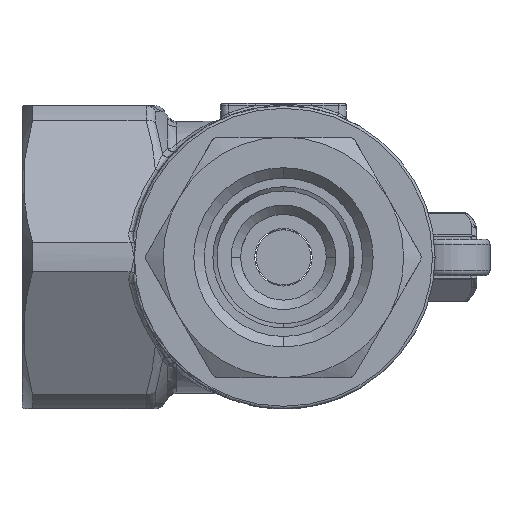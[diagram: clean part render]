
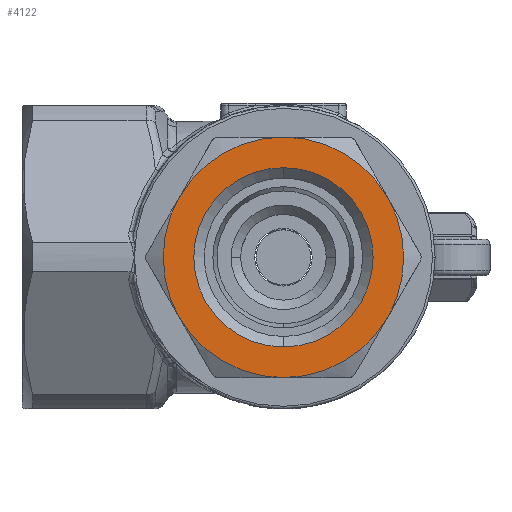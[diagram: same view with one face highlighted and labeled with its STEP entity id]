
A CAD part, front view. The second image highlights one B-rep face of the part: STEP entity #4122.
In plain terms, the highlighted planar face has unit normal (0, -1, 0).
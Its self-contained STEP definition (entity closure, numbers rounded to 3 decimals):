
#3850 = VERTEX_POINT ( 'NONE', #28657 ) ;
#3859 = EDGE_CURVE ( 'NONE', #3860, #3850, #28405, .T. ) ;
#3860 = VERTEX_POINT ( 'NONE', #28880 ) ;
#3982 = VERTEX_POINT ( 'NONE', #29494 ) ;
#4031 = VERTEX_POINT ( 'NONE', #29879 ) ;
#4052 = VERTEX_POINT ( 'NONE', #29921 ) ;
#4056 = ORIENTED_EDGE ( 'NONE', *, *, #4068, .T. ) ;
#4059 = EDGE_CURVE ( 'NONE', #3982, #4062, #29998, .T. ) ;
#4062 = VERTEX_POINT ( 'NONE', #30023 ) ;
#4067 = EDGE_CURVE ( 'NONE', #3850, #3860, #30006, .T. ) ;
#4068 = EDGE_CURVE ( 'NONE', #4093, #4052, #30085, .T. ) ;
#4085 = VERTEX_POINT ( 'NONE', #30142 ) ;
#4093 = VERTEX_POINT ( 'NONE', #30198 ) ;
#4109 = EDGE_CURVE ( 'NONE', #4085, #4093, #30240, .T. ) ;
#4114 = ORIENTED_EDGE ( 'NONE', *, *, #4129, .T. ) ;
#4122 = ADVANCED_FACE ( 'NONE', ( #30296, #30308 ), #30307, .F. ) ;
#4123 = EDGE_CURVE ( 'NONE', #3982, #4031, #30341, .T. ) ;
#4124 = ORIENTED_EDGE ( 'NONE', *, *, #3859, .T. ) ;
#4125 = ORIENTED_EDGE ( 'NONE', *, *, #4109, .T. ) ;
#4126 = ORIENTED_EDGE ( 'NONE', *, *, #4067, .T. ) ;
#4127 = EDGE_LOOP ( 'NONE', ( #4128, #4131, #4130, #4125, #4056, #4114 ) ) ;
#4128 = ORIENTED_EDGE ( 'NONE', *, *, #4123, .F. ) ;
#4129 = EDGE_CURVE ( 'NONE', #4052, #4031, #30295, .T. ) ;
#4130 = ORIENTED_EDGE ( 'NONE', *, *, #4132, .T. ) ;
#4131 = ORIENTED_EDGE ( 'NONE', *, *, #4059, .T. ) ;
#4132 = EDGE_CURVE ( 'NONE', #4062, #4085, #30326, .T. ) ;
#4136 = EDGE_LOOP ( 'NONE', ( #4124, #4126 ) ) ;
#27989 = CARTESIAN_POINT ( 'NONE',  ( 0., -40.984, 0. ) ) ;
#27996 = AXIS2_PLACEMENT_3D ( 'NONE', #27989, #27997, #28795 ) ;
#27997 = DIRECTION ( 'NONE',  ( 0., 1., 0. ) ) ;
#28405 = CIRCLE ( 'NONE', #27996, 17.145 ) ;
#28657 = CARTESIAN_POINT ( 'NONE',  ( 0., -40.984, 17.145 ) ) ;
#28795 = DIRECTION ( 'NONE',  ( 0., 0., 1. ) ) ;
#28880 = CARTESIAN_POINT ( 'NONE',  ( 0., -40.984, -17.145 ) ) ;
#29494 = CARTESIAN_POINT ( 'NONE',  ( 0., -40.984, 23. ) ) ;
#29879 = CARTESIAN_POINT ( 'NONE',  ( 19.919, -40.984, 11.5 ) ) ;
#29921 = CARTESIAN_POINT ( 'NONE',  ( 19.919, -40.984, -11.5 ) ) ;
#29945 = CARTESIAN_POINT ( 'NONE',  ( 0., -40.984, 0. ) ) ;
#29946 = AXIS2_PLACEMENT_3D ( 'NONE', #30047, #30053, #30029 ) ;
#29998 = CIRCLE ( 'NONE', #29946, 23. ) ;
#30006 = CIRCLE ( 'NONE', #30046, 17.145 ) ;
#30023 = CARTESIAN_POINT ( 'NONE',  ( -19.919, -40.984, 11.5 ) ) ;
#30027 = AXIS2_PLACEMENT_3D ( 'NONE', #30103, #30077, #30076 ) ;
#30029 = DIRECTION ( 'NONE',  ( 0., 0., 1. ) ) ;
#30046 = AXIS2_PLACEMENT_3D ( 'NONE', #29945, #30082, #30081 ) ;
#30047 = CARTESIAN_POINT ( 'NONE',  ( 0., -40.984, 0. ) ) ;
#30053 = DIRECTION ( 'NONE',  ( 0., -1., 0. ) ) ;
#30076 = DIRECTION ( 'NONE',  ( 0., 0., 1. ) ) ;
#30077 = DIRECTION ( 'NONE',  ( 0., -1., 0. ) ) ;
#30081 = DIRECTION ( 'NONE',  ( 0., 0., 1. ) ) ;
#30082 = DIRECTION ( 'NONE',  ( 0., 1., 0. ) ) ;
#30085 = CIRCLE ( 'NONE', #30027, 23. ) ;
#30103 = CARTESIAN_POINT ( 'NONE',  ( 0., -40.984, 0. ) ) ;
#30142 = CARTESIAN_POINT ( 'NONE',  ( -19.919, -40.984, -11.5 ) ) ;
#30198 = CARTESIAN_POINT ( 'NONE',  ( 0., -40.984, -23. ) ) ;
#30223 = CARTESIAN_POINT ( 'NONE',  ( 0., -40.984, 0. ) ) ;
#30235 = DIRECTION ( 'NONE',  ( 0., 0., 1. ) ) ;
#30236 = DIRECTION ( 'NONE',  ( 0., -1., 0. ) ) ;
#30240 = CIRCLE ( 'NONE', #30243, 23. ) ;
#30243 = AXIS2_PLACEMENT_3D ( 'NONE', #30223, #30236, #30235 ) ;
#30295 = CIRCLE ( 'NONE', #30329, 23. ) ;
#30296 = FACE_BOUND ( 'NONE', #4136, .T. ) ;
#30300 = AXIS2_PLACEMENT_3D ( 'NONE', #30338, #30337, #30336 ) ;
#30307 = PLANE ( 'NONE',  #30300 ) ;
#30308 = FACE_OUTER_BOUND ( 'NONE', #4127, .T. ) ;
#30320 = DIRECTION ( 'NONE',  ( 0., 0., 1. ) ) ;
#30321 = DIRECTION ( 'NONE',  ( 0., -1., 0. ) ) ;
#30322 = CARTESIAN_POINT ( 'NONE',  ( 0., -40.984, 0. ) ) ;
#30323 = AXIS2_PLACEMENT_3D ( 'NONE', #30322, #30321, #30320 ) ;
#30326 = CIRCLE ( 'NONE', #30323, 23. ) ;
#30327 = DIRECTION ( 'NONE',  ( 0., 0., 1. ) ) ;
#30328 = DIRECTION ( 'NONE',  ( 0., -1., 0. ) ) ;
#30329 = AXIS2_PLACEMENT_3D ( 'NONE', #30333, #30328, #30327 ) ;
#30330 = DIRECTION ( 'NONE',  ( 0., 0., 1. ) ) ;
#30331 = DIRECTION ( 'NONE',  ( 0., 1., 0. ) ) ;
#30332 = AXIS2_PLACEMENT_3D ( 'NONE', #30339, #30331, #30330 ) ;
#30333 = CARTESIAN_POINT ( 'NONE',  ( 0., -40.984, 0. ) ) ;
#30336 = DIRECTION ( 'NONE',  ( 0., 0., 1. ) ) ;
#30337 = DIRECTION ( 'NONE',  ( 0., 1., 0. ) ) ;
#30338 = CARTESIAN_POINT ( 'NONE',  ( 39.837, -40.984, 23. ) ) ;
#30339 = CARTESIAN_POINT ( 'NONE',  ( 0., -40.984, 0. ) ) ;
#30341 = CIRCLE ( 'NONE', #30332, 23. ) ;
